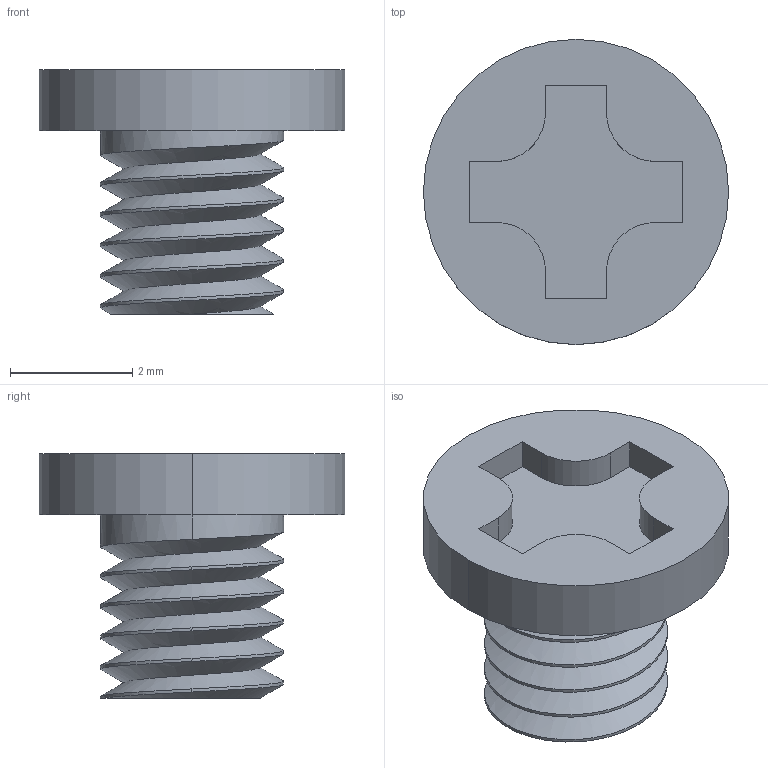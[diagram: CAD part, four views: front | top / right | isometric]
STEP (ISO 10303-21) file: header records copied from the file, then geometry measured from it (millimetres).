
FILE_DESCRIPTION (( 'STEP AP203' ), '1' );
FILE_NAME ('155-0576-000.step_Default_sldprt.STEP', '2020-11-13T20:11:55', ( '' ), ( '' ), 'SwSTEP 2.0', 'SolidWorks 2019', '' );
FILE_SCHEMA (( 'CONFIG_CONTROL_DESIGN' ));
Length unit declared in the file: inch
Products named in the file (1): 155-0576-000.step_Default_sldprt
Bounding box: 5 x 5 x 4 mm (x, y, z)
Volume: 33.4 mm3; surface area: 105.5 mm2
Topology: 1 solids, 1 shells, 39 faces, 105 edges, 70 vertices
Faces by surface type: cylinder 18, plane 17, bspline 4
Entity records: 3587 total; most frequent: CARTESIAN_POINT 2587, ORIENTED_EDGE 210, DIRECTION 159, EDGE_CURVE 105, VERTEX_POINT 70, VECTOR 57, LINE 57, AXIS2_PLACEMENT_3D 51
